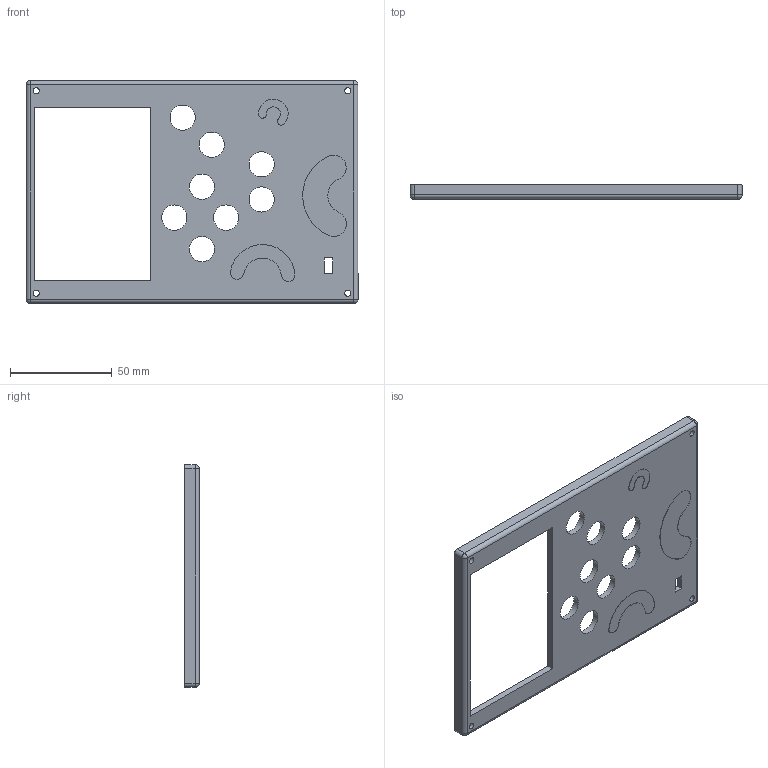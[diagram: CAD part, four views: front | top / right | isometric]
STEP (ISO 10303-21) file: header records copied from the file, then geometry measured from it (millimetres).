
FILE_DESCRIPTION(/* description */ (''),/* implementation_level */ '2;1');
FILE_NAME(/* name */ 'POC.stp',/* time_stamp */ '2025-07-25T13:56:24-05:00',/* author */ ('SaiAn'),/* organization */ (''),/* preprocessor_version */ 'ST-DEVELOPER v20.1',/* originating_system */ 'Autodesk Inventor 2026',/* authorisation */ '');
FILE_SCHEMA (('AUTOMOTIVE_DESIGN { 1 0 10303 214 3 1 1 }'));
Length unit declared in the file: millimetre
Products named in the file (1): POC
Bounding box: 162.9 x 7 x 109.33 mm (x, y, z)
Volume: 43687.1 mm3; surface area: 31389.1 mm2
Topology: 1 solids, 1 shells, 66 faces, 169 edges, 109 vertices
Faces by surface type: cylinder 32, plane 30, sphere 4
Full cylindrical faces by diameter (mm): 3 x4, 12.4 x8
Entity records: 2130 total; most frequent: DIRECTION 367, CARTESIAN_POINT 345, ORIENTED_EDGE 338, EDGE_CURVE 169, AXIS2_PLACEMENT_3D 131, VERTEX_POINT 108, LINE 105, VECTOR 105
